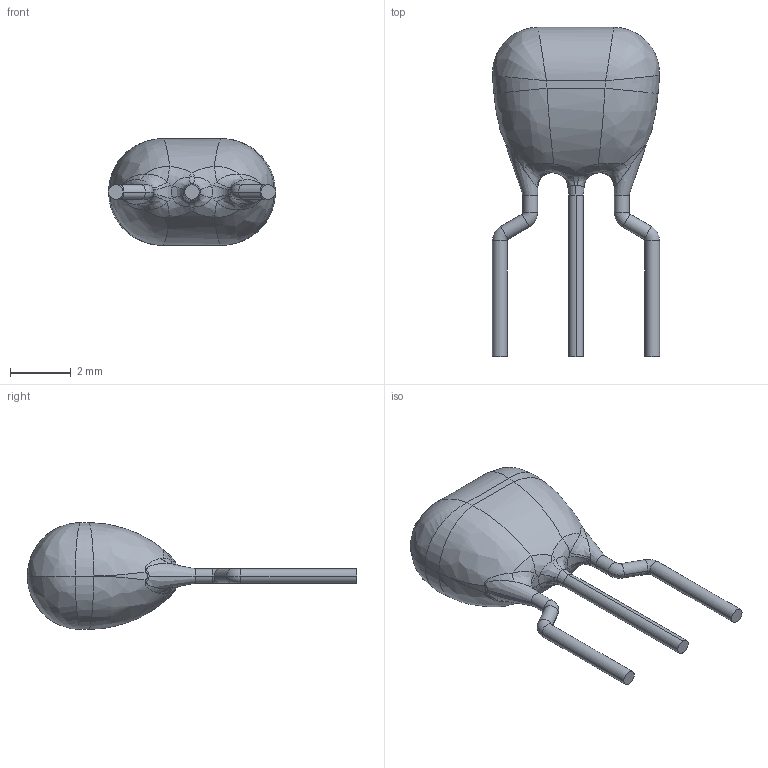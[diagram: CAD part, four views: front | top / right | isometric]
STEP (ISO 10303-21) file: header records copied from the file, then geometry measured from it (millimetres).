
FILE_DESCRIPTION (( 'STEP AP214' ), '1' );
FILE_NAME ('CSTLS20M0X53-B0.STEP', '2020-08-04T13:21:34', ( '' ), ( '' ), 'SwSTEP 2.0', 'SolidWorks 2017', '' );
FILE_SCHEMA (( 'AUTOMOTIVE_DESIGN' ));
Length unit declared in the file: millimetre
Products named in the file (1): CSTLS20M0X53-B0
Bounding box: 5.48 x 10.8 x 3.5 mm (x, y, z)
Volume: 61.7 mm3; surface area: 106.2 mm2
Topology: 4 solids, 4 shells, 95 faces, 205 edges, 112 vertices
Faces by surface type: bspline 46, cylinder 22, torus 12, plane 11, cone 2, sphere 2
Entity records: 4054 total; most frequent: CARTESIAN_POINT 2293, ORIENTED_EDGE 398, DIRECTION 285, EDGE_CURVE 199, AXIS2_PLACEMENT_3D 132, VERTEX_POINT 112, B_SPLINE_CURVE_WITH_KNOTS 96, FACE_OUTER_BOUND 95
